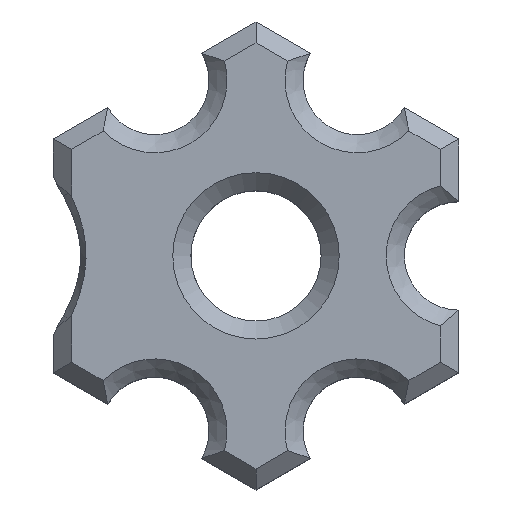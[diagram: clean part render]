
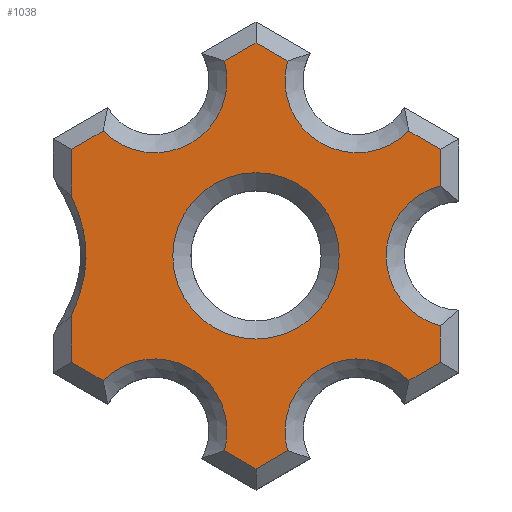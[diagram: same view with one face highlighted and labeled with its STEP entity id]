
A CAD part, top view. The second image highlights one B-rep face of the part: STEP entity #1038.
In plain terms, the highlighted planar face has unit normal (0, 0, 1).
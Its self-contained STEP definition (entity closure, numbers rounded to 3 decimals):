
#32=FACE_BOUND('',#185,.T.);
#35=B_SPLINE_CURVE_WITH_KNOTS('',3,(#1489,#1490,#1491,#1492,#1493),
 .UNSPECIFIED.,.F.,.F.,(4,1,4),(0.009,0.136,0.309),
 .UNSPECIFIED.);
#77=PLANE('',#1120);
#118=FACE_OUTER_BOUND('',#184,.T.);
#184=EDGE_LOOP('',(#708,#709,#710,#711,#712,#713,#714,#715,#716,#717,#718,
#719,#720,#721,#722,#723,#724,#725));
#185=EDGE_LOOP('',(#726));
#253=LINE('',#1485,#336);
#254=LINE('',#1487,#337);
#255=LINE('',#1495,#338);
#256=LINE('',#1497,#339);
#257=LINE('',#1501,#340);
#258=LINE('',#1503,#341);
#259=LINE('',#1507,#342);
#260=LINE('',#1509,#343);
#261=LINE('',#1513,#344);
#262=LINE('',#1515,#345);
#263=LINE('',#1519,#346);
#264=LINE('',#1521,#347);
#336=VECTOR('',#1219,10.);
#337=VECTOR('',#1220,10.);
#338=VECTOR('',#1221,10.);
#339=VECTOR('',#1222,10.);
#340=VECTOR('',#1225,10.);
#341=VECTOR('',#1226,10.);
#342=VECTOR('',#1229,10.);
#343=VECTOR('',#1230,10.);
#344=VECTOR('',#1233,10.);
#345=VECTOR('',#1234,10.);
#346=VECTOR('',#1237,10.);
#347=VECTOR('',#1238,10.);
#419=CIRCLE('',#1119,2.3);
#420=CIRCLE('',#1121,2.);
#421=CIRCLE('',#1122,2.);
#422=CIRCLE('',#1123,2.);
#423=CIRCLE('',#1124,2.);
#424=CIRCLE('',#1125,2.);
#450=VERTEX_POINT('',#1479);
#451=VERTEX_POINT('',#1483);
#452=VERTEX_POINT('',#1484);
#453=VERTEX_POINT('',#1486);
#454=VERTEX_POINT('',#1488);
#455=VERTEX_POINT('',#1494);
#456=VERTEX_POINT('',#1496);
#457=VERTEX_POINT('',#1498);
#458=VERTEX_POINT('',#1500);
#459=VERTEX_POINT('',#1502);
#460=VERTEX_POINT('',#1504);
#461=VERTEX_POINT('',#1506);
#462=VERTEX_POINT('',#1508);
#463=VERTEX_POINT('',#1510);
#464=VERTEX_POINT('',#1512);
#465=VERTEX_POINT('',#1514);
#466=VERTEX_POINT('',#1516);
#467=VERTEX_POINT('',#1518);
#468=VERTEX_POINT('',#1520);
#546=EDGE_CURVE('',#450,#450,#419,.T.);
#547=EDGE_CURVE('',#451,#452,#253,.T.);
#548=EDGE_CURVE('',#453,#451,#254,.T.);
#549=EDGE_CURVE('',#454,#453,#35,.T.);
#550=EDGE_CURVE('',#455,#454,#255,.T.);
#551=EDGE_CURVE('',#456,#455,#256,.T.);
#552=EDGE_CURVE('',#457,#456,#420,.T.);
#553=EDGE_CURVE('',#458,#457,#257,.T.);
#554=EDGE_CURVE('',#459,#458,#258,.T.);
#555=EDGE_CURVE('',#460,#459,#421,.T.);
#556=EDGE_CURVE('',#461,#460,#259,.T.);
#557=EDGE_CURVE('',#462,#461,#260,.T.);
#558=EDGE_CURVE('',#463,#462,#422,.T.);
#559=EDGE_CURVE('',#464,#463,#261,.T.);
#560=EDGE_CURVE('',#465,#464,#262,.T.);
#561=EDGE_CURVE('',#466,#465,#423,.T.);
#562=EDGE_CURVE('',#467,#466,#263,.T.);
#563=EDGE_CURVE('',#468,#467,#264,.T.);
#564=EDGE_CURVE('',#452,#468,#424,.T.);
#708=ORIENTED_EDGE('',*,*,#547,.F.);
#709=ORIENTED_EDGE('',*,*,#548,.F.);
#710=ORIENTED_EDGE('',*,*,#549,.F.);
#711=ORIENTED_EDGE('',*,*,#550,.F.);
#712=ORIENTED_EDGE('',*,*,#551,.F.);
#713=ORIENTED_EDGE('',*,*,#552,.F.);
#714=ORIENTED_EDGE('',*,*,#553,.F.);
#715=ORIENTED_EDGE('',*,*,#554,.F.);
#716=ORIENTED_EDGE('',*,*,#555,.F.);
#717=ORIENTED_EDGE('',*,*,#556,.F.);
#718=ORIENTED_EDGE('',*,*,#557,.F.);
#719=ORIENTED_EDGE('',*,*,#558,.F.);
#720=ORIENTED_EDGE('',*,*,#559,.F.);
#721=ORIENTED_EDGE('',*,*,#560,.F.);
#722=ORIENTED_EDGE('',*,*,#561,.F.);
#723=ORIENTED_EDGE('',*,*,#562,.F.);
#724=ORIENTED_EDGE('',*,*,#563,.F.);
#725=ORIENTED_EDGE('',*,*,#564,.F.);
#726=ORIENTED_EDGE('',*,*,#546,.F.);
#1038=ADVANCED_FACE('',(#118,#32),#77,.T.);
#1119=AXIS2_PLACEMENT_3D('',#1481,#1215,#1216);
#1120=AXIS2_PLACEMENT_3D('',#1482,#1217,#1218);
#1121=AXIS2_PLACEMENT_3D('',#1499,#1223,#1224);
#1122=AXIS2_PLACEMENT_3D('',#1505,#1227,#1228);
#1123=AXIS2_PLACEMENT_3D('',#1511,#1231,#1232);
#1124=AXIS2_PLACEMENT_3D('',#1517,#1235,#1236);
#1125=AXIS2_PLACEMENT_3D('',#1522,#1239,#1240);
#1215=DIRECTION('center_axis',(0.,0.,1.));
#1216=DIRECTION('ref_axis',(-1.,0.,0.));
#1217=DIRECTION('center_axis',(0.,0.,1.));
#1218=DIRECTION('ref_axis',(1.,0.,0.));
#1219=DIRECTION('',(0.866,0.5,0.));
#1220=DIRECTION('',(0.,1.,0.));
#1221=DIRECTION('',(0.,1.,0.));
#1222=DIRECTION('',(-0.866,0.5,0.));
#1223=DIRECTION('center_axis',(0.,0.,1.));
#1224=DIRECTION('ref_axis',(1.,0.,0.));
#1225=DIRECTION('',(-0.866,0.5,0.));
#1226=DIRECTION('',(-0.866,-0.5,0.));
#1227=DIRECTION('center_axis',(0.,0.,1.));
#1228=DIRECTION('ref_axis',(-1.,0.,0.));
#1229=DIRECTION('',(-0.866,-0.5,0.));
#1230=DIRECTION('',(0.,-1.,0.));
#1231=DIRECTION('center_axis',(0.,0.,1.));
#1232=DIRECTION('ref_axis',(-1.,0.,0.));
#1233=DIRECTION('',(0.,-1.,0.));
#1234=DIRECTION('',(0.866,-0.5,0.));
#1235=DIRECTION('center_axis',(0.,0.,1.));
#1236=DIRECTION('ref_axis',(-1.,0.,0.));
#1237=DIRECTION('',(0.866,-0.5,0.));
#1238=DIRECTION('',(0.866,0.5,0.));
#1239=DIRECTION('center_axis',(0.,0.,1.));
#1240=DIRECTION('ref_axis',(1.,0.,0.));
#1479=CARTESIAN_POINT('',(2.3,0.,2.75));
#1481=CARTESIAN_POINT('Origin',(0.,0.,2.75));
#1482=CARTESIAN_POINT('Origin',(0.,0.,2.75));
#1483=CARTESIAN_POINT('',(-5.1,2.944,2.75));
#1484=CARTESIAN_POINT('',(-4.227,3.448,2.75));
#1485=CARTESIAN_POINT('',(-1.15,5.225,2.75));
#1486=CARTESIAN_POINT('',(-5.1,1.649,2.75));
#1487=CARTESIAN_POINT('',(-5.1,1.617,2.75));
#1488=CARTESIAN_POINT('',(-5.1,-1.649,2.75));
#1489=CARTESIAN_POINT('Ctrl Pts',(-5.1,-1.649,2.75));
#1490=CARTESIAN_POINT('Ctrl Pts',(-4.866,-1.145,2.75));
#1491=CARTESIAN_POINT('Ctrl Pts',(-4.575,-0.071,
2.75));
#1492=CARTESIAN_POINT('Ctrl Pts',(-4.782,0.965,2.75));
#1493=CARTESIAN_POINT('Ctrl Pts',(-5.1,1.649,2.75));
#1494=CARTESIAN_POINT('',(-5.1,-2.944,2.75));
#1495=CARTESIAN_POINT('',(-5.1,1.617,2.75));
#1496=CARTESIAN_POINT('',(-4.227,-3.448,2.75));
#1497=CARTESIAN_POINT('',(-3.95,-3.608,2.75));
#1498=CARTESIAN_POINT('',(-0.873,-5.385,2.75));
#1499=CARTESIAN_POINT('Origin',(-2.8,-4.85,2.75));
#1500=CARTESIAN_POINT('',(0.,-5.889,2.75));
#1501=CARTESIAN_POINT('',(-3.95,-3.608,2.75));
#1502=CARTESIAN_POINT('',(0.873,-5.385,2.75));
#1503=CARTESIAN_POINT('',(1.15,-5.225,2.75));
#1504=CARTESIAN_POINT('',(4.227,-3.448,2.75));
#1505=CARTESIAN_POINT('Origin',(2.8,-4.85,2.75));
#1506=CARTESIAN_POINT('',(5.1,-2.944,2.75));
#1507=CARTESIAN_POINT('',(1.15,-5.225,2.75));
#1508=CARTESIAN_POINT('',(5.1,-1.936,2.75));
#1509=CARTESIAN_POINT('',(5.1,-1.617,2.75));
#1510=CARTESIAN_POINT('',(5.1,1.936,2.75));
#1511=CARTESIAN_POINT('Origin',(5.6,0.,2.75));
#1512=CARTESIAN_POINT('',(5.1,2.944,2.75));
#1513=CARTESIAN_POINT('',(5.1,-1.617,2.75));
#1514=CARTESIAN_POINT('',(4.227,3.448,2.75));
#1515=CARTESIAN_POINT('',(3.95,3.608,2.75));
#1516=CARTESIAN_POINT('',(0.873,5.385,2.75));
#1517=CARTESIAN_POINT('Origin',(2.8,4.85,2.75));
#1518=CARTESIAN_POINT('',(0.,5.889,2.75));
#1519=CARTESIAN_POINT('',(3.95,3.608,2.75));
#1520=CARTESIAN_POINT('',(-0.873,5.385,2.75));
#1521=CARTESIAN_POINT('',(-1.15,5.225,2.75));
#1522=CARTESIAN_POINT('Origin',(-2.8,4.85,2.75));
